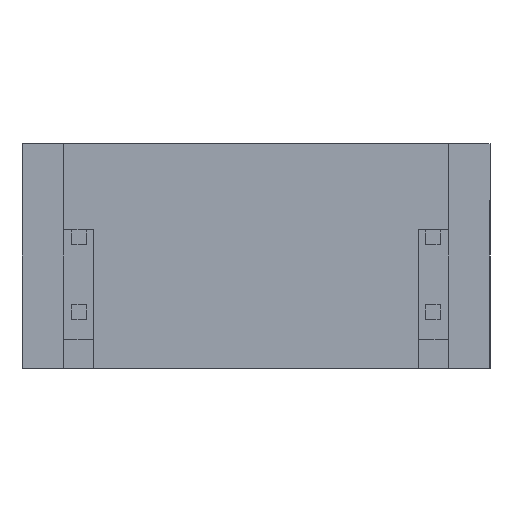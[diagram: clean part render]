
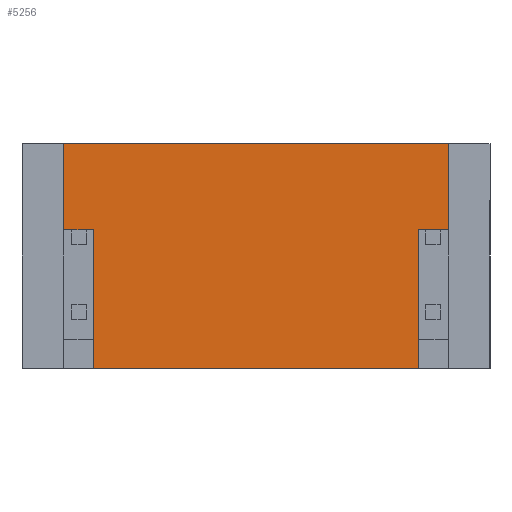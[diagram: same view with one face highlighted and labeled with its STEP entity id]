
A CAD part, front view. The second image highlights one B-rep face of the part: STEP entity #5256.
In plain terms, the highlighted planar face has unit normal (0, -1, 0).
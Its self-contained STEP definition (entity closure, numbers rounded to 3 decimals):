
#273 = VERTEX_POINT ( 'NONE', #4850 ) ;
#439 = VERTEX_POINT ( 'NONE', #4016 ) ;
#615 = ORIENTED_EDGE ( 'NONE', *, *, #804, .F. ) ;
#680 = ORIENTED_EDGE ( 'NONE', *, *, #4170, .F. ) ;
#804 = EDGE_CURVE ( 'NONE', #273, #2627, #4655, .T. ) ;
#841 = DIRECTION ( 'NONE',  ( 0., 0., -1. ) ) ;
#873 = CARTESIAN_POINT ( 'NONE',  ( 6.528, -2.286, 1.524 ) ) ;
#955 = VECTOR ( 'NONE', #3738, 1000. ) ;
#1113 = CARTESIAN_POINT ( 'NONE',  ( -6.528, -2.286, 1.524 ) ) ;
#1157 = CARTESIAN_POINT ( 'NONE',  ( -6.528, -2.286, -3.175 ) ) ;
#1257 = VECTOR ( 'NONE', #5474, 1000. ) ;
#1459 = ORIENTED_EDGE ( 'NONE', *, *, #4975, .F. ) ;
#1548 = DIRECTION ( 'NONE',  ( 0., 1., 0. ) ) ;
#1617 = DIRECTION ( 'NONE',  ( 0., 0., -1. ) ) ;
#1640 = LINE ( 'NONE', #2953, #2910 ) ;
#1708 = ORIENTED_EDGE ( 'NONE', *, *, #2106, .T. ) ;
#1849 = LINE ( 'NONE', #1157, #3093 ) ;
#2005 = ORIENTED_EDGE ( 'NONE', *, *, #5482, .T. ) ;
#2106 = EDGE_CURVE ( 'NONE', #5003, #2627, #1640, .T. ) ;
#2260 = EDGE_CURVE ( 'NONE', #5183, #5003, #4458, .T. ) ;
#2283 = DIRECTION ( 'NONE',  ( 1., 0., 0. ) ) ;
#2383 = ORIENTED_EDGE ( 'NONE', *, *, #2260, .T. ) ;
#2627 = VERTEX_POINT ( 'NONE', #5086 ) ;
#2755 = LINE ( 'NONE', #873, #3694 ) ;
#2818 = DIRECTION ( 'NONE',  ( 0., 0., -1. ) ) ;
#2847 = VERTEX_POINT ( 'NONE', #4544 ) ;
#2910 = VECTOR ( 'NONE', #4877, 1000. ) ;
#2953 = CARTESIAN_POINT ( 'NONE',  ( 7.938, -2.286, -3.175 ) ) ;
#3093 = VECTOR ( 'NONE', #1617, 1000. ) ;
#3263 = VECTOR ( 'NONE', #2818, 1000. ) ;
#3269 = FACE_OUTER_BOUND ( 'NONE', #5608, .T. ) ;
#3694 = VECTOR ( 'NONE', #2283, 1000. ) ;
#3738 = DIRECTION ( 'NONE',  ( 0., 0., -1. ) ) ;
#3740 = LINE ( 'NONE', #5007, #1257 ) ;
#3790 = EDGE_CURVE ( 'NONE', #5183, #5447, #5549, .T. ) ;
#3811 = EDGE_CURVE ( 'NONE', #5304, #5447, #1849, .T. ) ;
#4016 = CARTESIAN_POINT ( 'NONE',  ( 6.528, -2.286, 1.524 ) ) ;
#4170 = EDGE_CURVE ( 'NONE', #5304, #2847, #3740, .T. ) ;
#4307 = VECTOR ( 'NONE', #5298, 1000. ) ;
#4323 = PLANE ( 'NONE',  #4416 ) ;
#4335 = VECTOR ( 'NONE', #841, 1000. ) ;
#4416 = AXIS2_PLACEMENT_3D ( 'NONE', #5244, #1548, #4800 ) ;
#4458 = LINE ( 'NONE', #4629, #3263 ) ;
#4544 = CARTESIAN_POINT ( 'NONE',  ( 6.528, -2.286, 4.445 ) ) ;
#4552 = CARTESIAN_POINT ( 'NONE',  ( -6.528, -2.286, 1.524 ) ) ;
#4557 = CARTESIAN_POINT ( 'NONE',  ( -5.512, -2.286, -3.175 ) ) ;
#4620 = LINE ( 'NONE', #5958, #4335 ) ;
#4629 = CARTESIAN_POINT ( 'NONE',  ( -5.512, -2.286, 2.961 ) ) ;
#4630 = ORIENTED_EDGE ( 'NONE', *, *, #3790, .F. ) ;
#4655 = LINE ( 'NONE', #5709, #955 ) ;
#4800 = DIRECTION ( 'NONE',  ( 0., 0., 1. ) ) ;
#4850 = CARTESIAN_POINT ( 'NONE',  ( 5.512, -2.286, 1.524 ) ) ;
#4877 = DIRECTION ( 'NONE',  ( 1., 0., 0. ) ) ;
#4975 = EDGE_CURVE ( 'NONE', #2847, #439, #4620, .T. ) ;
#5003 = VERTEX_POINT ( 'NONE', #4557 ) ;
#5007 = CARTESIAN_POINT ( 'NONE',  ( 7.938, -2.286, 4.445 ) ) ;
#5086 = CARTESIAN_POINT ( 'NONE',  ( 5.512, -2.286, -3.175 ) ) ;
#5183 = VERTEX_POINT ( 'NONE', #5678 ) ;
#5244 = CARTESIAN_POINT ( 'NONE',  ( 7.938, -2.286, 4.445 ) ) ;
#5256 = ADVANCED_FACE ( 'Face19', ( #3269 ), #4323, .F. ) ;
#5282 = CARTESIAN_POINT ( 'NONE',  ( -6.528, -2.286, 4.445 ) ) ;
#5298 = DIRECTION ( 'NONE',  ( -1., 0., 0. ) ) ;
#5304 = VERTEX_POINT ( 'NONE', #5282 ) ;
#5447 = VERTEX_POINT ( 'NONE', #4552 ) ;
#5474 = DIRECTION ( 'NONE',  ( 1., 0., 0. ) ) ;
#5482 = EDGE_CURVE ( 'NONE', #273, #439, #2755, .T. ) ;
#5549 = LINE ( 'NONE', #1113, #4307 ) ;
#5608 = EDGE_LOOP ( 'NONE', ( #5711, #4630, #2383, #1708, #615, #2005, #1459, #680 ) ) ;
#5678 = CARTESIAN_POINT ( 'NONE',  ( -5.512, -2.286, 1.524 ) ) ;
#5709 = CARTESIAN_POINT ( 'NONE',  ( 5.512, -2.286, 2.961 ) ) ;
#5711 = ORIENTED_EDGE ( 'NONE', *, *, #3811, .T. ) ;
#5958 = CARTESIAN_POINT ( 'NONE',  ( 6.528, -2.286, 4.445 ) ) ;
